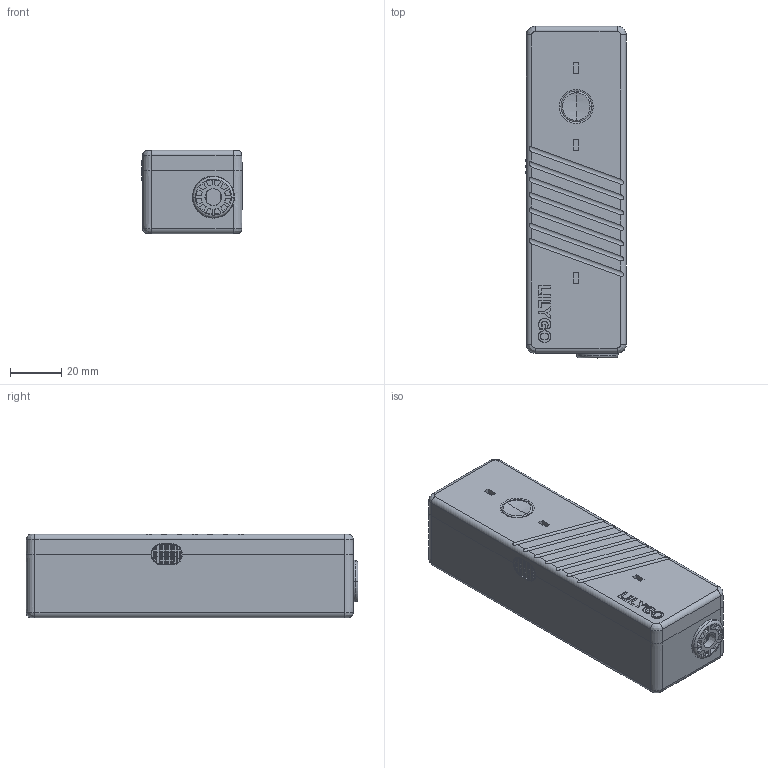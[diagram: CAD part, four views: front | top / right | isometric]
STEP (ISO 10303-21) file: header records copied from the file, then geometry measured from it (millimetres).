
FILE_DESCRIPTION((''),'2;1');
FILE_NAME('SIM7000G_1_01_ASM','2022-04-15T18:47:11',('123456'),(''),'CREO PARAMETRIC BY PTC INC, 2019080','CREO PARAMETRIC BY PTC INC, 2019080','');
FILE_SCHEMA(('AUTOMOTIVE_DESIGN { 1 0 10303 214 1 1 1 1 }'));
Products named in the file (6): SIM7000G_B-COVER_1_01; SIM7000G_PCB_0415; SIM7000G_C-COVER_BDKG_1_01; SIM7000G_A-COVER_1_01; SIM7000G_B-COVER_AJ_1_01; SIM7000G_1_01_ASM
Assembly tree (5 placements, depth 2):
  SIM7000G_1_01_ASM
    SIM7000G_B-COVER_1_01
    SIM7000G_PCB_0415
    SIM7000G_C-COVER_BDKG_1_01
    SIM7000G_A-COVER_1_01
    SIM7000G_B-COVER_AJ_1_01
Bounding box: 39.2 x 129.75 x 32.6 mm (x, y, z)
Volume: 49773.6 mm3; surface area: 65929.5 mm2
Topology: 5 solids, 5 shells, 1478 faces, 3938 edges, 2553 vertices
Faces by surface type: plane 821, cylinder 293, bspline 178, cone 160, torus 18, sphere 4, extrusion 2, revolution 2
Entity records: 61848 total; most frequent: CARTESIAN_POINT 16558, ORIENTED_EDGE 7870, DIRECTION 6711, EDGE_CURVE 3935, PRESENTATION_STYLE_ASSIGNMENT 2784, STYLED_ITEM 2784, CURVE_STYLE 2579, VERTEX_POINT 2553
